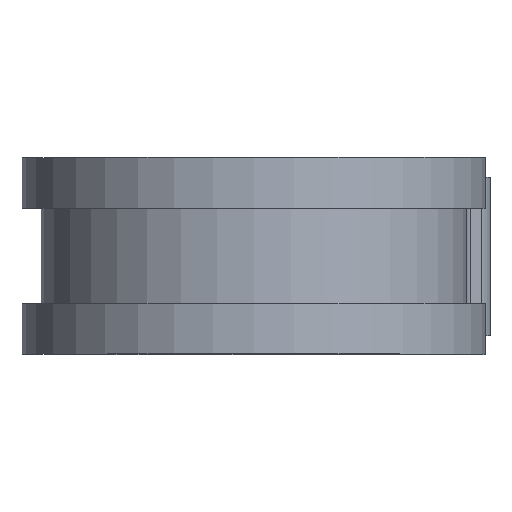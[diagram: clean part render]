
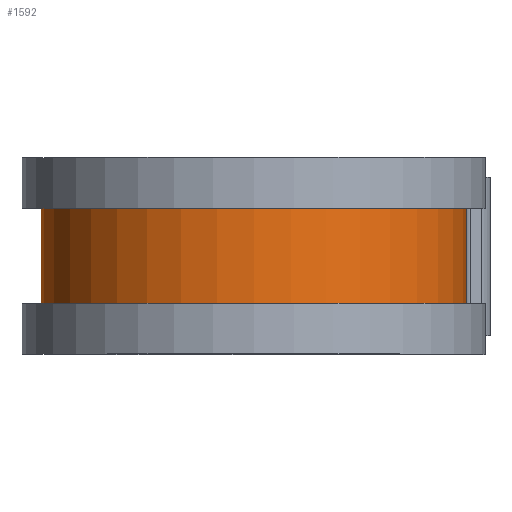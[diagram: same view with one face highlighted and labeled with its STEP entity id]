
A CAD part, top view. The second image highlights one B-rep face of the part: STEP entity #1592.
In plain terms, the highlighted cylindrical face has radius 17.031 mm (diameter 34.061 mm), a partial arc.
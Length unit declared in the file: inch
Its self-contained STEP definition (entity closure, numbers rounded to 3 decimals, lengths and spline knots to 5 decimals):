
#21 = DIRECTION ( 'NONE',  ( 0., -1., 0. ) ) ;
#73 = CARTESIAN_POINT ( 'NONE',  ( 0., 0.25, 0. ) ) ;
#159 = LINE ( 'NONE', #1254, #886 ) ;
#166 = CYLINDRICAL_SURFACE ( 'NONE', #554, 0.6705 ) ;
#261 = ORIENTED_EDGE ( 'NONE', *, *, #393, .T. ) ;
#300 = VERTEX_POINT ( 'NONE', #688 ) ;
#326 = ORIENTED_EDGE ( 'NONE', *, *, #686, .F. ) ;
#365 = VERTEX_POINT ( 'NONE', #981 ) ;
#393 = EDGE_CURVE ( 'NONE', #300, #365, #159, .T. ) ;
#441 = DIRECTION ( 'NONE',  ( 0., -1., 0. ) ) ;
#502 = CIRCLE ( 'NONE', #1099, 0.6705 ) ;
#544 = CARTESIAN_POINT ( 'NONE',  ( 0., -0.15, 0. ) ) ;
#554 = AXIS2_PLACEMENT_3D ( 'NONE', #73, #1426, #1556 ) ;
#589 = VERTEX_POINT ( 'NONE', #1305 ) ;
#679 = DIRECTION ( 'NONE',  ( 0., 0., -1. ) ) ;
#683 = VECTOR ( 'NONE', #1457, 39.37008 ) ;
#686 = EDGE_CURVE ( 'NONE', #589, #1214, #1384, .T. ) ;
#688 = CARTESIAN_POINT ( 'NONE',  ( 0., 0.15, -0.6705 ) ) ;
#854 = CARTESIAN_POINT ( 'NONE',  ( 0., 0.15, 0. ) ) ;
#886 = VECTOR ( 'NONE', #441, 39.37008 ) ;
#894 = FACE_OUTER_BOUND ( 'NONE', #924, .T. ) ;
#924 = EDGE_LOOP ( 'NONE', ( #326, #1198, #261, #1255 ) ) ;
#972 = AXIS2_PLACEMENT_3D ( 'NONE', #854, #21, #986 ) ;
#981 = CARTESIAN_POINT ( 'NONE',  ( 0., -0.15, -0.6705 ) ) ;
#986 = DIRECTION ( 'NONE',  ( 0., 0., -1. ) ) ;
#1039 = EDGE_CURVE ( 'NONE', #1214, #365, #502, .T. ) ;
#1099 = AXIS2_PLACEMENT_3D ( 'NONE', #544, #1483, #679 ) ;
#1198 = ORIENTED_EDGE ( 'NONE', *, *, #1302, .T. ) ;
#1214 = VERTEX_POINT ( 'NONE', #1370 ) ;
#1254 = CARTESIAN_POINT ( 'NONE',  ( 0., 0.25, -0.6705 ) ) ;
#1255 = ORIENTED_EDGE ( 'NONE', *, *, #1039, .F. ) ;
#1302 = EDGE_CURVE ( 'NONE', #589, #300, #1448, .T. ) ;
#1305 = CARTESIAN_POINT ( 'NONE',  ( 0.6705, 0.15, 0. ) ) ;
#1330 = CARTESIAN_POINT ( 'NONE',  ( 0.6705, 0.25, 0. ) ) ;
#1370 = CARTESIAN_POINT ( 'NONE',  ( 0.6705, -0.15, 0. ) ) ;
#1384 = LINE ( 'NONE', #1330, #683 ) ;
#1426 = DIRECTION ( 'NONE',  ( 0., -1., 0. ) ) ;
#1448 = CIRCLE ( 'NONE', #972, 0.6705 ) ;
#1457 = DIRECTION ( 'NONE',  ( 0., -1., 0. ) ) ;
#1483 = DIRECTION ( 'NONE',  ( 0., -1., 0. ) ) ;
#1556 = DIRECTION ( 'NONE',  ( 0., 0., -1. ) ) ;
#1592 = ADVANCED_FACE ( 'NONE', ( #894 ), #166, .T. ) ;
